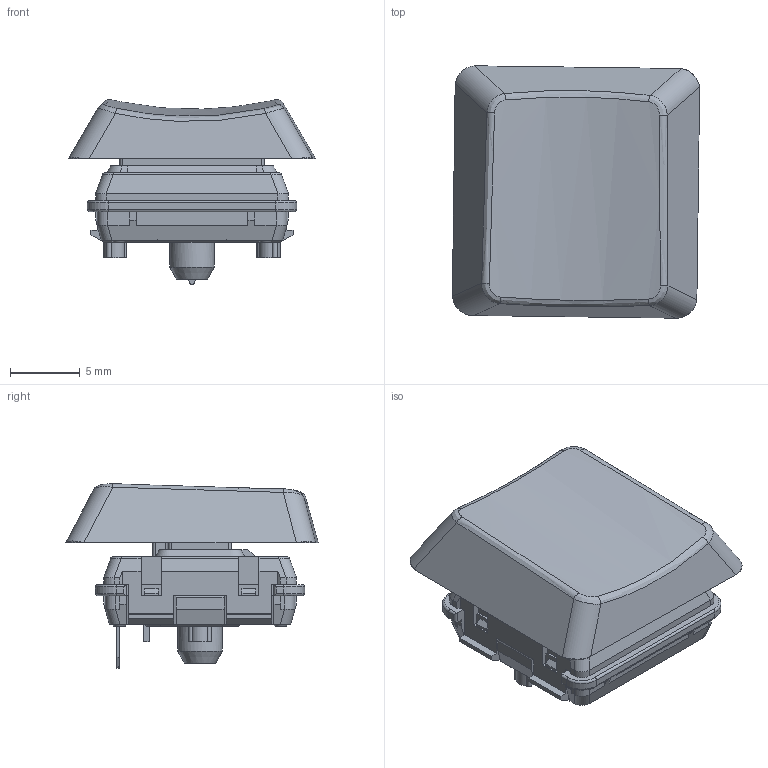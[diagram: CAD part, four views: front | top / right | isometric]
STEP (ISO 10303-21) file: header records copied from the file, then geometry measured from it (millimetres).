
FILE_DESCRIPTION(/* description */ (''),/* implementation_level */ '2;1');
FILE_NAME(/* name */ '矮轴 v0.step',/* time_stamp */ '2022-04-12T20:13:22+08:00',/* author */ (''),/* organization */ (''),/* preprocessor_version */ 'ST-DEVELOPER v18.1',/* originating_system */ 'Autodesk Translation Framework v10.14.0.1471',/* authorisation */ '');
FILE_SCHEMA (('AUTOMOTIVE_DESIGN { 1 0 10303 214 3 1 1 }'));
Length unit declared in the file: millimetre
Products named in the file (1): 矮轴
Bounding box: 17.72 x 18.09 x 13.23 mm (x, y, z)
Volume: 1334.1 mm3; surface area: 2474.3 mm2
Topology: 6 solids, 6 shells, 510 faces, 1343 edges, 843 vertices
Faces by surface type: plane 352, cylinder 101, bspline 32, torus 10, cone 9, sphere 6
Full cylindrical faces by diameter (mm): 3.2 x1
Entity records: 16748 total; most frequent: CARTESIAN_POINT 4180, ORIENTED_EDGE 2682, DIRECTION 2487, EDGE_CURVE 1341, LINE 1029, VECTOR 1029, VERTEX_POINT 843, AXIS2_PLACEMENT_3D 729
